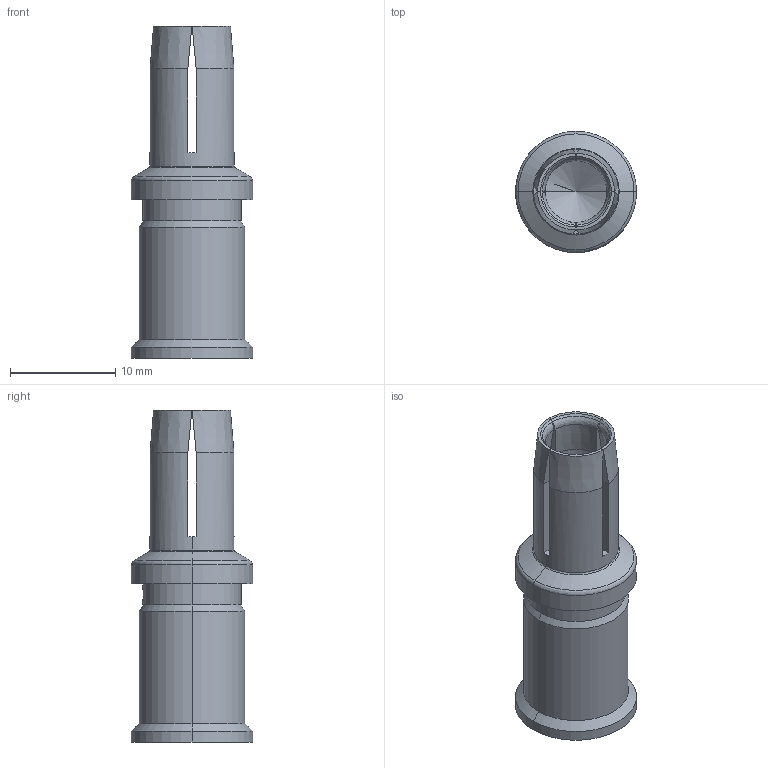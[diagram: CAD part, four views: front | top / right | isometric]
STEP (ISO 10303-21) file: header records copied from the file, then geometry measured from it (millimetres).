
FILE_DESCRIPTION((''),'2;1');
FILE_NAME('CKSF70-25','2017-05-20T',('tl.yang'),(''),'PRO/ENGINEER BY PARAMETRIC TECHNOLOGY CORPORATION, 2011500','PRO/ENGINEER BY PARAMETRIC TECHNOLOGY CORPORATION, 2011500','');
FILE_SCHEMA(('CONFIG_CONTROL_DESIGN'));
Length unit declared in the file: millimetre
Products named in the file (1): CKSF70-25
Bounding box: 11.5 x 11.5 x 31.5 mm (x, y, z)
Volume: 1072.2 mm3; surface area: 1727.7 mm2
Topology: 1 solids, 1 shells, 76 faces, 190 edges, 114 vertices
Faces by surface type: plane 26, cone 24, cylinder 18, torus 4, revolution 4
Entity records: 2421 total; most frequent: CARTESIAN_POINT 629, ORIENTED_EDGE 372, DIRECTION 358, EDGE_CURVE 186, AXIS2_PLACEMENT_3D 144, VERTEX_POINT 114, EDGE_LOOP 80, FACE_OUTER_BOUND 76
